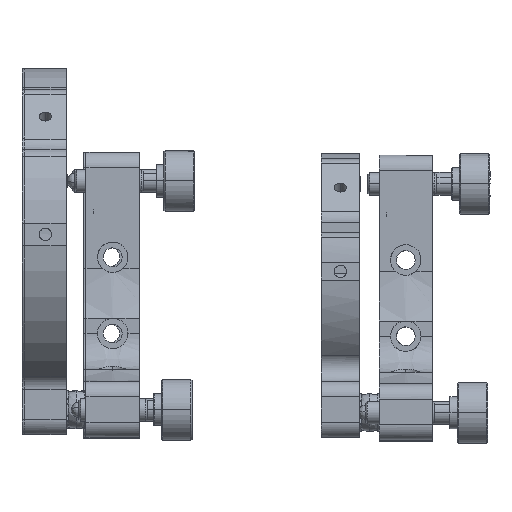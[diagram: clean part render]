
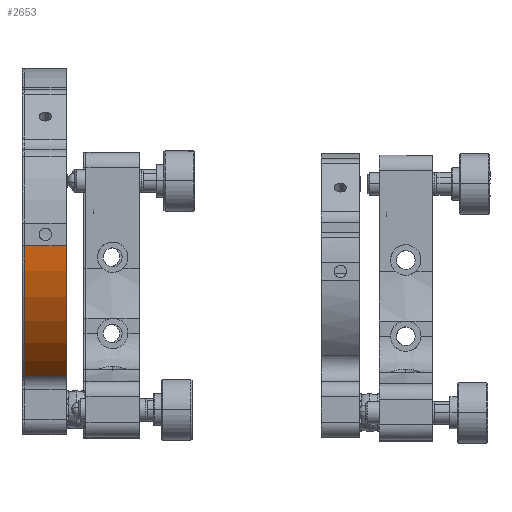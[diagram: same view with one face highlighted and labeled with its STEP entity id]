
A CAD part, left-side view. The second image highlights one B-rep face of the part: STEP entity #2653.
In plain terms, the highlighted free-form (B-spline) face has degree [2, 1] with [9, 2] control points.
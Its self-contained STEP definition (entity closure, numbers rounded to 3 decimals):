
#2653=ADVANCED_FACE('',(#5188),#43451,.T.);
#5188=FACE_OUTER_BOUND('',#8007,.T.);
#8007=EDGE_LOOP('',(#19058,#19059,#19060,#19061));
#19058=ORIENTED_EDGE('',*,*,#27996,.F.);
#19059=ORIENTED_EDGE('',*,*,#27805,.F.);
#19060=ORIENTED_EDGE('',*,*,#28026,.F.);
#19061=ORIENTED_EDGE('',*,*,#27870,.F.);
#27805=EDGE_CURVE('',#40235,#40214,#35416,.T.);
#27870=EDGE_CURVE('',#40341,#40342,#35442,.T.);
#27996=EDGE_CURVE('',#40214,#40341,#32640,.T.);
#28026=EDGE_CURVE('',#40342,#40235,#35519,.T.);
#32640=B_SPLINE_CURVE_WITH_KNOTS('',1,(#82282,#82283),.UNSPECIFIED.,.F.,
 .F.,(2,2),(-11.,0.),.UNSPECIFIED.);
#35416=(
BOUNDED_CURVE()
B_SPLINE_CURVE(2,(#81775,#81776,#81777),.UNSPECIFIED.,.F.,.F.)
B_SPLINE_CURVE_WITH_KNOTS((3,3),(-41.806,0.),.UNSPECIFIED.)
CURVE()
GEOMETRIC_REPRESENTATION_ITEM()
RATIONAL_B_SPLINE_CURVE((1.,0.887,1.))
REPRESENTATION_ITEM('')
);
#35442=(
BOUNDED_CURVE()
B_SPLINE_CURVE(2,(#81960,#81961,#81962),.UNSPECIFIED.,.F.,.F.)
B_SPLINE_CURVE_WITH_KNOTS((3,3),(0.,41.806),.UNSPECIFIED.)
CURVE()
GEOMETRIC_REPRESENTATION_ITEM()
RATIONAL_B_SPLINE_CURVE((1.,0.887,1.))
REPRESENTATION_ITEM('')
);
#35519=(
BOUNDED_CURVE()
B_SPLINE_CURVE(1,(#82361,#82362),.UNSPECIFIED.,.F.,.F.)
B_SPLINE_CURVE_WITH_KNOTS((2,2),(0.,11.),.UNSPECIFIED.)
CURVE()
GEOMETRIC_REPRESENTATION_ITEM()
RATIONAL_B_SPLINE_CURVE((1.,1.))
REPRESENTATION_ITEM('')
);
#40214=VERTEX_POINT('',#81351);
#40235=VERTEX_POINT('',#81372);
#40341=VERTEX_POINT('',#81478);
#40342=VERTEX_POINT('',#81479);
#43451=(
BOUNDED_SURFACE()
B_SPLINE_SURFACE(2,1,((#80006,#80007),(#80008,#80009),(#80010,#80011),(#80012,
#80013),(#80014,#80015),(#80016,#80017),(#80018,#80019),(#80020,#80021),
(#80022,#80023)),.UNSPECIFIED.,.T.,.F.,.F.)
B_SPLINE_SURFACE_WITH_KNOTS((3,2,2,2,3),(2,2),(0.,68.33,136.659,
204.989,273.319),(0.,13.44),.UNSPECIFIED.)
GEOMETRIC_REPRESENTATION_ITEM()
RATIONAL_B_SPLINE_SURFACE(((1.,1.),(0.707,0.707),
(1.,1.),(0.707,0.707),(1.,1.),(0.707,
0.707),(1.,1.),(0.707,0.707),(1.,1.)))
REPRESENTATION_ITEM('')
SURFACE()
);
#80006=CARTESIAN_POINT('',(-123.273,52.264,53.625));
#80007=CARTESIAN_POINT('',(-123.273,65.704,53.625));
#80008=CARTESIAN_POINT('',(-123.273,52.264,97.125));
#80009=CARTESIAN_POINT('',(-123.273,65.704,97.125));
#80010=CARTESIAN_POINT('',(-79.773,52.264,97.125));
#80011=CARTESIAN_POINT('',(-79.773,65.704,97.125));
#80012=CARTESIAN_POINT('',(-36.273,52.264,97.125));
#80013=CARTESIAN_POINT('',(-36.273,65.704,97.125));
#80014=CARTESIAN_POINT('',(-36.273,52.264,53.625));
#80015=CARTESIAN_POINT('',(-36.273,65.704,53.625));
#80016=CARTESIAN_POINT('',(-36.273,52.264,10.125));
#80017=CARTESIAN_POINT('',(-36.273,65.704,10.125));
#80018=CARTESIAN_POINT('',(-79.773,52.264,10.125));
#80019=CARTESIAN_POINT('',(-79.773,65.704,10.125));
#80020=CARTESIAN_POINT('',(-123.273,52.264,10.125));
#80021=CARTESIAN_POINT('',(-123.273,65.704,10.125));
#80022=CARTESIAN_POINT('',(-123.273,52.264,53.625));
#80023=CARTESIAN_POINT('',(-123.273,65.704,53.625));
#81351=CARTESIAN_POINT('',(-123.173,64.484,50.677));
#81372=CARTESIAN_POINT('',(-102.21,64.484,16.358));
#81478=CARTESIAN_POINT('',(-123.173,53.484,50.677));
#81479=CARTESIAN_POINT('',(-102.21,53.484,16.358));
#81775=CARTESIAN_POINT('',(-102.21,64.484,16.358));
#81776=CARTESIAN_POINT('',(-121.636,64.484,28.054));
#81777=CARTESIAN_POINT('',(-123.173,64.484,50.677));
#81960=CARTESIAN_POINT('',(-123.173,53.484,50.677));
#81961=CARTESIAN_POINT('',(-121.636,53.484,28.054));
#81962=CARTESIAN_POINT('',(-102.21,53.484,16.358));
#82282=CARTESIAN_POINT('',(-123.173,64.484,50.677));
#82283=CARTESIAN_POINT('',(-123.173,53.484,50.677));
#82361=CARTESIAN_POINT('',(-102.21,53.484,16.358));
#82362=CARTESIAN_POINT('',(-102.21,64.484,16.358));
